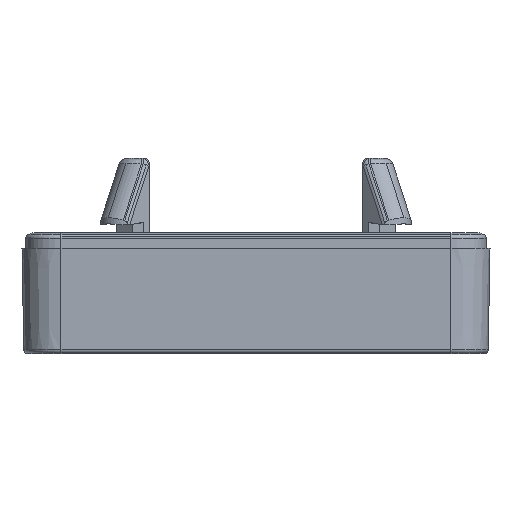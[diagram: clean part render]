
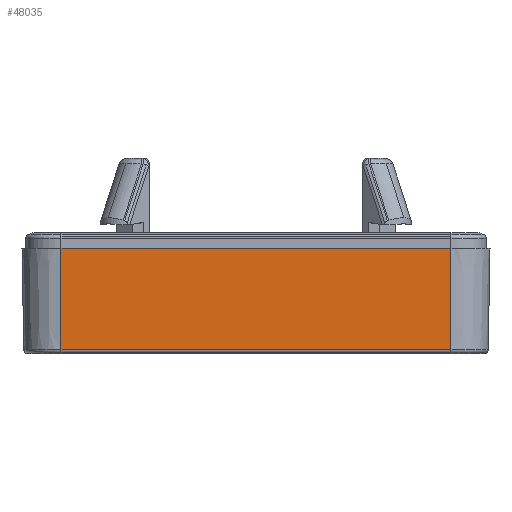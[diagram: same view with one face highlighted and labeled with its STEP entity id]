
A CAD part, left-side view. The second image highlights one B-rep face of the part: STEP entity #48035.
In plain terms, the highlighted planar face has unit normal (-1, 0, -0.018).
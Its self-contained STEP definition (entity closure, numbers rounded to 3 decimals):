
#1507 = ORIENTED_EDGE ( 'NONE', *, *, #94722, .F. ) ;
#5706 = CARTESIAN_POINT ( 'NONE',  ( -74., 25., 0. ) ) ;
#6382 = FACE_OUTER_BOUND ( 'NONE', #101880, .T. ) ;
#13084 = EDGE_CURVE ( 'NONE', #114505, #132345, #72243, .T. ) ;
#15948 = DIRECTION ( 'NONE',  ( 1., 0., 0.017 ) ) ;
#20812 = VECTOR ( 'NONE', #65631, 1000. ) ;
#26270 = VECTOR ( 'NONE', #98869, 1000. ) ;
#27297 = VECTOR ( 'NONE', #83191, 1000. ) ;
#29333 = DIRECTION ( 'NONE',  ( 0., 1., 0. ) ) ;
#30159 = AXIS2_PLACEMENT_3D ( 'NONE', #47283, #15948, #69739 ) ;
#36397 = PLANE ( 'NONE',  #30159 ) ;
#37557 = CARTESIAN_POINT ( 'NONE',  ( -74., -25., 0. ) ) ;
#40966 = CARTESIAN_POINT ( 'NONE',  ( -73.773, 25., -13.009 ) ) ;
#41366 = EDGE_CURVE ( 'NONE', #70699, #132345, #127574, .T. ) ;
#41635 = CARTESIAN_POINT ( 'NONE',  ( -74., 25., 0. ) ) ;
#45585 = ORIENTED_EDGE ( 'NONE', *, *, #52610, .F. ) ;
#47283 = CARTESIAN_POINT ( 'NONE',  ( -74., 25., 0. ) ) ;
#48035 = ADVANCED_FACE ( 'NONE', ( #6382 ), #36397, .F. ) ;
#49772 = CARTESIAN_POINT ( 'NONE',  ( -73.773, -25., -13.009 ) ) ;
#52610 = EDGE_CURVE ( 'NONE', #106402, #114505, #98217, .T. ) ;
#59427 = CARTESIAN_POINT ( 'NONE',  ( -74., -25., 0. ) ) ;
#59468 = ORIENTED_EDGE ( 'NONE', *, *, #41366, .T. ) ;
#65631 = DIRECTION ( 'NONE',  ( 0.017, 0., -1. ) ) ;
#69739 = DIRECTION ( 'NONE',  ( 0., -1., 0. ) ) ;
#70699 = VERTEX_POINT ( 'NONE', #5706 ) ;
#72243 = LINE ( 'NONE', #49772, #94059 ) ;
#83191 = DIRECTION ( 'NONE',  ( 0., -1., 0. ) ) ;
#93635 = ORIENTED_EDGE ( 'NONE', *, *, #13084, .F. ) ;
#94059 = VECTOR ( 'NONE', #29333, 1000. ) ;
#94061 = LINE ( 'NONE', #41635, #27297 ) ;
#94722 = EDGE_CURVE ( 'NONE', #70699, #106402, #94061, .T. ) ;
#98217 = LINE ( 'NONE', #37557, #26270 ) ;
#98869 = DIRECTION ( 'NONE',  ( 0.017, 0., -1. ) ) ;
#101880 = EDGE_LOOP ( 'NONE', ( #93635, #45585, #1507, #59468 ) ) ;
#106402 = VERTEX_POINT ( 'NONE', #59427 ) ;
#114505 = VERTEX_POINT ( 'NONE', #121752 ) ;
#116051 = CARTESIAN_POINT ( 'NONE',  ( -74., 25., 0. ) ) ;
#121752 = CARTESIAN_POINT ( 'NONE',  ( -73.773, -25., -13.009 ) ) ;
#127574 = LINE ( 'NONE', #116051, #20812 ) ;
#132345 = VERTEX_POINT ( 'NONE', #40966 ) ;
